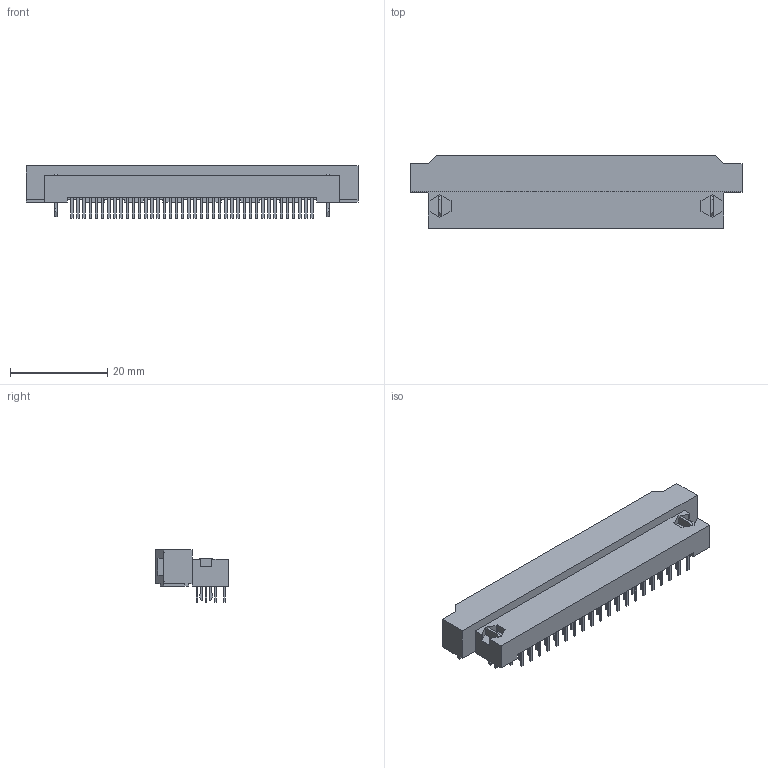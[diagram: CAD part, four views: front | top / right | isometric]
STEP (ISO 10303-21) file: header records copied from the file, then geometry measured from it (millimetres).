
FILE_DESCRIPTION((''),'2;1');
FILE_NAME('HIROSE_FX2B-80PA-1.27DSL(71).stp','2012-12-18T13:15:16',(''),(''),'Mechanical Desktop 2011','Mechanical Desktop 2011',', , ');
FILE_SCHEMA(('AUTOMOTIVE_DESIGN { 1 2 10303 214 1 1 1 1 }'));
Length unit declared in the file: millimetre
Products named in the file (1): Product
Bounding box: 68.43 x 15 x 10.8 mm (x, y, z)
Volume: 4143.4 mm3; surface area: 5367.7 mm2
Topology: 96 solids, 96 shells, 701 faces, 1512 edges, 1004 vertices
Faces by surface type: bspline 480, plane 217, cylinder 4
Entity records: 18562 total; most frequent: CARTESIAN_POINT 4658, ORIENTED_EDGE 3024, DIRECTION 1964, EDGE_CURVE 1512, VECTOR 1504, LINE 1504, VERTEX_POINT 1004, EDGE_LOOP 702
